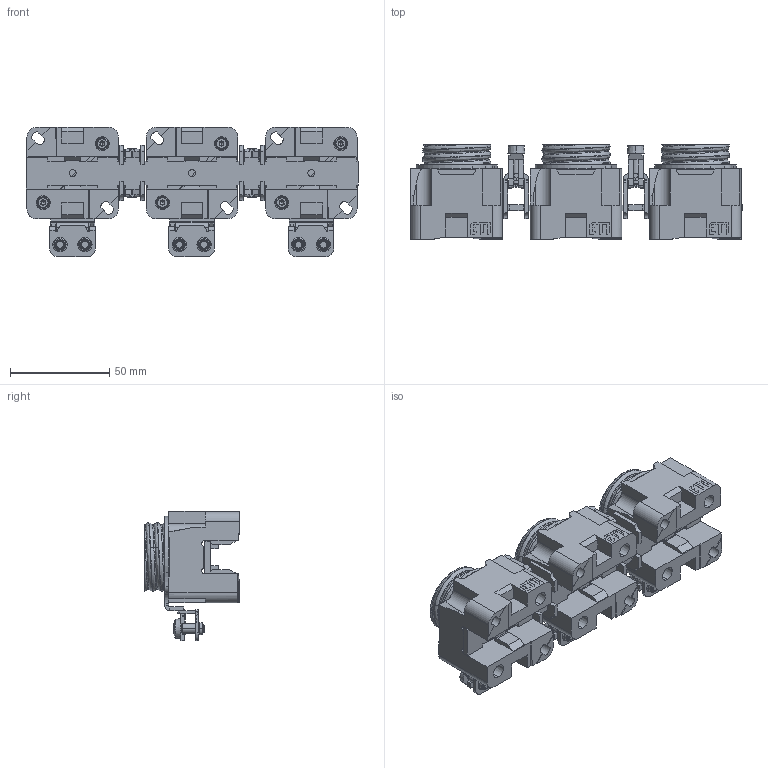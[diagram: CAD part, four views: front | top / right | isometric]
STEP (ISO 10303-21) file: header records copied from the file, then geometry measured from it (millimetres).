
FILE_DESCRIPTION((''),'2;1');
FILE_NAME('002323111_SET_EZR_63_3P_ASM','2021-10-22T',('marketing.praksa'),('Audax d.o.o.'),'CREO PARAMETRIC BY PTC INC, 2017480','CREO PARAMETRIC BY PTC INC, 2017480','');
FILE_SCHEMA(('AUTOMOTIVE_DESIGN { 1 0 10303 214 1 1 1 1 }'));
Length unit declared in the file: millimetre
Products named in the file (14): 0000006990_1; 0000006983_1_1; 0000006971_1_1; 0000006970_1_1; 0000011680_1_1; 0000060159_1_1; 0000059958_1_1_2_3_4_5_6_7_8_10; PRT9573; 0000006985_ASM_1_1_ASM; 0000006977_1_1; 0000006482_1_1; 0000012160_1_1; 0000006974_ASM_1_1_ASM; 002323111_SET_EZR_63_3P_ASM
Assembly tree (20 placements, depth 3):
  002323111_SET_EZR_63_3P_ASM
    0000006990_1
    0000006985_ASM_1_1_ASM  x3
      0000006983_1_1
      0000006971_1_1
      0000006970_1_1
      0000011680_1_1
      0000060159_1_1
      0000059958_1_1_2_3_4_5_6_7_8_10
      PRT9573
    0000006974_ASM_1_1_ASM  x2
      0000006977_1_1
      0000006482_1_1
      0000012160_1_1
Bounding box: 167 x 47.7 x 65 mm (x, y, z)
Volume: 134489 mm3; surface area: 86137.8 mm2
Topology: 45 solids, 71 shells, 2678 faces, 7436 edges, 4894 vertices
Faces by surface type: plane 1691, cylinder 694, cone 164, torus 90, bspline 27, sphere 12
Entity records: 50837 total; most frequent: CARTESIAN_POINT 10804, ORIENTED_EDGE 5074, DIRECTION 4821, PRESENTATION_STYLE_ASSIGNMENT 3158, STYLED_ITEM 3158, EDGE_CURVE 2554, CURVE_STYLE 2304, VECTOR 1783
